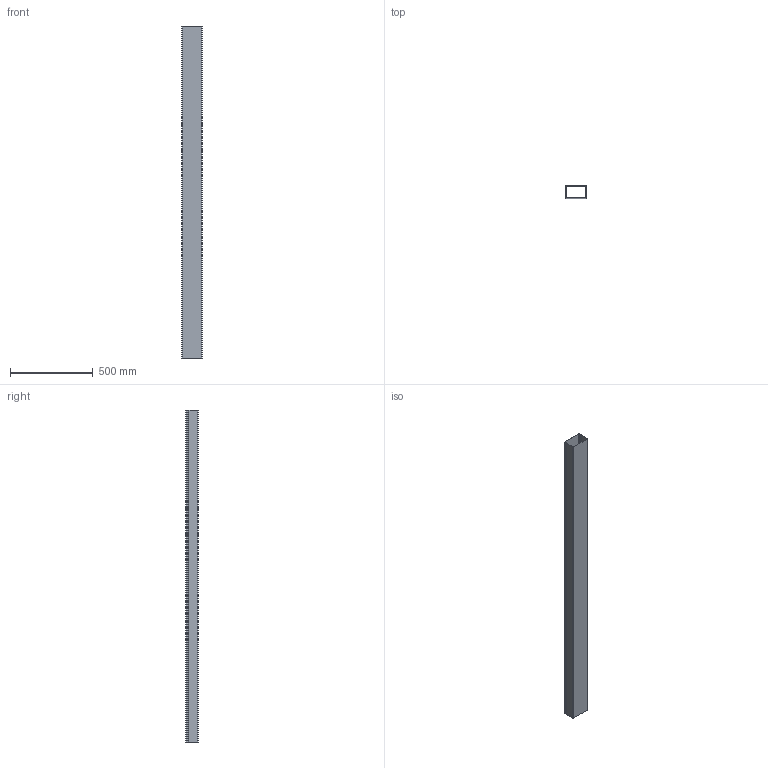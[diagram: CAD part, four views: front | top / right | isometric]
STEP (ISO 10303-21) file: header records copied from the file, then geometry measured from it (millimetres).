
FILE_DESCRIPTION (( 'STEP AP214' ), '1' );
FILE_NAME ('6178430.stp', '2016-08-09T07:52:11', ( '' ), ( '' ), 'SwSTEP 2.0', 'SolidWorks 2014', '' );
FILE_SCHEMA (( 'AUTOMOTIVE_DESIGN' ));
Length unit declared in the file: millimetre
Products named in the file (3): 6178430; Oberteil_LKV125; LKVN75125Unterteil
Assembly tree (2 placements, depth 2):
  6178430
    Oberteil_LKV125
    LKVN75125Unterteil
Bounding box: 125 x 75.2 x 2000 mm (x, y, z)
Volume: 1668833.2 mm3; surface area: 1623279.2 mm2
Topology: 2 solids, 2 shells, 59 faces, 165 edges, 110 vertices
Faces by surface type: plane 34, cylinder 25
Entity records: 2602 total; most frequent: DIRECTION 343, CARTESIAN_POINT 339, ORIENTED_EDGE 330, EDGE_CURVE 165, LINE 115, VECTOR 115, AXIS2_PLACEMENT_3D 114, VERTEX_POINT 110
